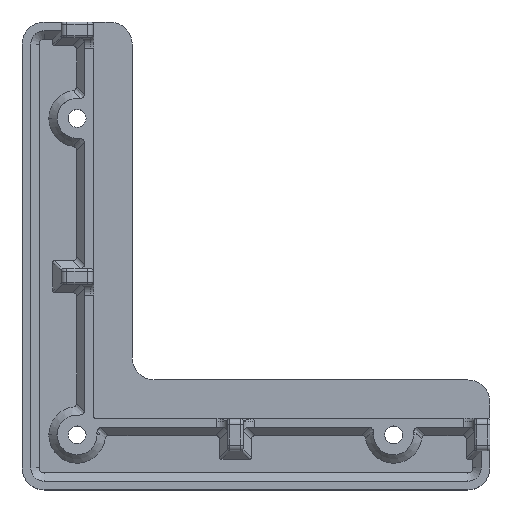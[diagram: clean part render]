
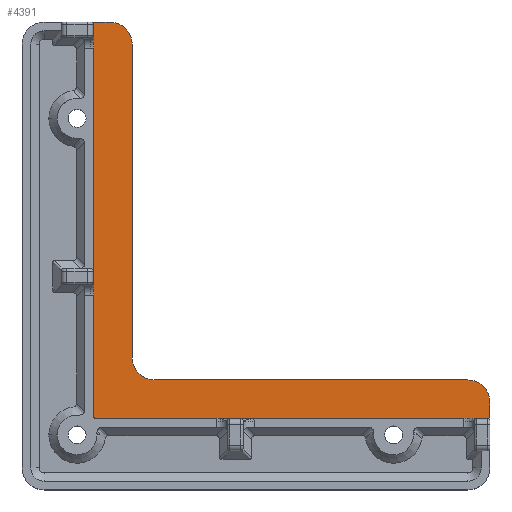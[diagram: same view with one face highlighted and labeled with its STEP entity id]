
A CAD part, top view. The second image highlights one B-rep face of the part: STEP entity #4391.
In plain terms, the highlighted planar face has unit normal (0, 0, 1).
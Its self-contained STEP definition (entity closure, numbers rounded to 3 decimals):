
#111 = DIRECTION ( 'NONE',  ( -1., 0., 0. ) ) ;
#129 = ORIENTED_EDGE ( 'NONE', *, *, #7054, .T. ) ;
#252 = DIRECTION ( 'NONE',  ( 0., 1., 0. ) ) ;
#503 = CARTESIAN_POINT ( 'NONE',  ( 75., 3., 4. ) ) ;
#813 = VECTOR ( 'NONE', #7403, 1000. ) ;
#921 = DIRECTION ( 'NONE',  ( 0., 0., 1. ) ) ;
#938 = CARTESIAN_POINT ( 'NONE',  ( 3., 3.4, 4. ) ) ;
#1065 = LINE ( 'NONE', #1188, #2080 ) ;
#1117 = EDGE_CURVE ( 'NONE', #2097, #2393, #6167, .T. ) ;
#1158 = CARTESIAN_POINT ( 'NONE',  ( 3., 3., 4. ) ) ;
#1171 = AXIS2_PLACEMENT_3D ( 'NONE', #6027, #3434, #111 ) ;
#1188 = CARTESIAN_POINT ( 'NONE',  ( 75., 10., 4. ) ) ;
#1268 = DIRECTION ( 'NONE',  ( -1., 0., 0. ) ) ;
#1540 = VECTOR ( 'NONE', #4354, 1000. ) ;
#1556 = VERTEX_POINT ( 'NONE', #2432 ) ;
#1586 = VECTOR ( 'NONE', #5069, 1000. ) ;
#1646 = ORIENTED_EDGE ( 'NONE', *, *, #1117, .T. ) ;
#1683 = LINE ( 'NONE', #1158, #1540 ) ;
#1790 = VECTOR ( 'NONE', #1268, 1000. ) ;
#1808 = CARTESIAN_POINT ( 'NONE',  ( 14., 14., 4. ) ) ;
#1828 = CARTESIAN_POINT ( 'NONE',  ( 3., 75., 4. ) ) ;
#1966 = EDGE_CURVE ( 'NONE', #6908, #4759, #6490, .T. ) ;
#2006 = CARTESIAN_POINT ( 'NONE',  ( 71., 6., 4. ) ) ;
#2032 = ORIENTED_EDGE ( 'NONE', *, *, #5958, .T. ) ;
#2071 = DIRECTION ( 'NONE',  ( 0., 0., -1. ) ) ;
#2080 = VECTOR ( 'NONE', #3698, 1000. ) ;
#2097 = VERTEX_POINT ( 'NONE', #7486 ) ;
#2277 = CARTESIAN_POINT ( 'NONE',  ( 10., 75., 4. ) ) ;
#2282 = CIRCLE ( 'NONE', #4215, 4. ) ;
#2393 = VERTEX_POINT ( 'NONE', #5612 ) ;
#2432 = CARTESIAN_POINT ( 'NONE',  ( 75., 3., 4. ) ) ;
#2687 = CIRCLE ( 'NONE', #6002, 4. ) ;
#2852 = ORIENTED_EDGE ( 'NONE', *, *, #1966, .T. ) ;
#2899 = ORIENTED_EDGE ( 'NONE', *, *, #4505, .T. ) ;
#3279 = DIRECTION ( 'NONE',  ( -1., 0., 0. ) ) ;
#3410 = FACE_OUTER_BOUND ( 'NONE', #5469, .T. ) ;
#3434 = DIRECTION ( 'NONE',  ( 0., 0., 1. ) ) ;
#3436 = DIRECTION ( 'NONE',  ( -1., 0., 0. ) ) ;
#3698 = DIRECTION ( 'NONE',  ( 0., 1., 0. ) ) ;
#3746 = AXIS2_PLACEMENT_3D ( 'NONE', #3975, #2071, #3279 ) ;
#3975 = CARTESIAN_POINT ( 'NONE',  ( 0., 0., 4. ) ) ;
#4107 = CARTESIAN_POINT ( 'NONE',  ( 3.4, 3., 4. ) ) ;
#4215 = AXIS2_PLACEMENT_3D ( 'NONE', #2006, #6716, #3436 ) ;
#4354 = DIRECTION ( 'NONE',  ( 0., -1., 0. ) ) ;
#4391 = ADVANCED_FACE ( 'NONE', ( #3410 ), #6050, .F. ) ;
#4432 = DIRECTION ( 'NONE',  ( 0., 0., -1. ) ) ;
#4505 = EDGE_CURVE ( 'NONE', #4759, #7239, #1683, .T. ) ;
#4549 = AXIS2_PLACEMENT_3D ( 'NONE', #7575, #921, #8219 ) ;
#4745 = VERTEX_POINT ( 'NONE', #8526 ) ;
#4759 = VERTEX_POINT ( 'NONE', #7917 ) ;
#4760 = CARTESIAN_POINT ( 'NONE',  ( 10., 10., 4. ) ) ;
#4929 = EDGE_CURVE ( 'NONE', #7239, #8421, #8415, .T. ) ;
#4940 = ORIENTED_EDGE ( 'NONE', *, *, #7919, .T. ) ;
#5069 = DIRECTION ( 'NONE',  ( 1., 0., 0. ) ) ;
#5112 = LINE ( 'NONE', #503, #1586 ) ;
#5469 = EDGE_LOOP ( 'NONE', ( #6332, #6035, #2032, #4940, #1646, #129, #2852, #2899, #5787, #5679 ) ) ;
#5610 = EDGE_CURVE ( 'NONE', #1556, #6398, #1065, .T. ) ;
#5612 = CARTESIAN_POINT ( 'NONE',  ( 10., 71., 4. ) ) ;
#5679 = ORIENTED_EDGE ( 'NONE', *, *, #6912, .T. ) ;
#5787 = ORIENTED_EDGE ( 'NONE', *, *, #4929, .T. ) ;
#5802 = CARTESIAN_POINT ( 'NONE',  ( 71., 10., 4. ) ) ;
#5958 = EDGE_CURVE ( 'NONE', #8195, #4745, #6278, .T. ) ;
#6002 = AXIS2_PLACEMENT_3D ( 'NONE', #1808, #4432, #6992 ) ;
#6027 = CARTESIAN_POINT ( 'NONE',  ( 6., 71., 4. ) ) ;
#6035 = ORIENTED_EDGE ( 'NONE', *, *, #7765, .T. ) ;
#6050 = PLANE ( 'NONE',  #3746 ) ;
#6167 = LINE ( 'NONE', #2277, #7416 ) ;
#6278 = LINE ( 'NONE', #4760, #813 ) ;
#6332 = ORIENTED_EDGE ( 'NONE', *, *, #5610, .T. ) ;
#6398 = VERTEX_POINT ( 'NONE', #8029 ) ;
#6414 = CARTESIAN_POINT ( 'NONE',  ( 6., 75., 4. ) ) ;
#6490 = LINE ( 'NONE', #1828, #1790 ) ;
#6716 = DIRECTION ( 'NONE',  ( 0., 0., 1. ) ) ;
#6908 = VERTEX_POINT ( 'NONE', #6414 ) ;
#6912 = EDGE_CURVE ( 'NONE', #8421, #1556, #5112, .T. ) ;
#6992 = DIRECTION ( 'NONE',  ( -1., 0., 0. ) ) ;
#7054 = EDGE_CURVE ( 'NONE', #2393, #6908, #8365, .T. ) ;
#7239 = VERTEX_POINT ( 'NONE', #938 ) ;
#7403 = DIRECTION ( 'NONE',  ( -1., 0., 0. ) ) ;
#7416 = VECTOR ( 'NONE', #252, 1000. ) ;
#7486 = CARTESIAN_POINT ( 'NONE',  ( 10., 14., 4. ) ) ;
#7575 = CARTESIAN_POINT ( 'NONE',  ( 3.4, 3.4, 4. ) ) ;
#7765 = EDGE_CURVE ( 'NONE', #6398, #8195, #2282, .T. ) ;
#7917 = CARTESIAN_POINT ( 'NONE',  ( 3., 75., 4. ) ) ;
#7919 = EDGE_CURVE ( 'NONE', #4745, #2097, #2687, .T. ) ;
#8029 = CARTESIAN_POINT ( 'NONE',  ( 75., 6., 4. ) ) ;
#8195 = VERTEX_POINT ( 'NONE', #5802 ) ;
#8219 = DIRECTION ( 'NONE',  ( -1., 0., 0. ) ) ;
#8365 = CIRCLE ( 'NONE', #1171, 4. ) ;
#8415 = CIRCLE ( 'NONE', #4549, 0.4 ) ;
#8421 = VERTEX_POINT ( 'NONE', #4107 ) ;
#8526 = CARTESIAN_POINT ( 'NONE',  ( 14., 10., 4. ) ) ;
